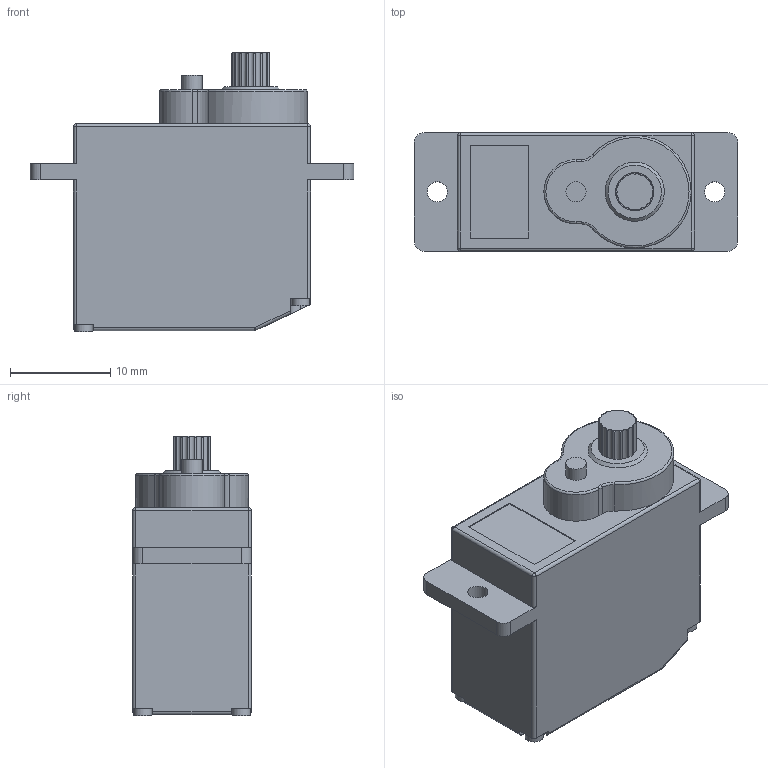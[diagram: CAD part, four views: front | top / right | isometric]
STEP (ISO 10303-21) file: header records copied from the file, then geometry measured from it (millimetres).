
FILE_DESCRIPTION(('FreeCAD Model'),'2;1');
FILE_NAME('Emax-es08A.step','2015-01-10T10:22:00',( 'FreeCAD'),('FreeCAD'),'Open CASCADE STEP processor 6.7','FreeCAD', 'Unknown');
FILE_SCHEMA(('AUTOMOTIVE_DESIGN_CC2 { 1 2 10303 214 -1 1 5 4 }'));
Length unit declared in the file: millimetre
Products named in the file (1): Emax-es08A-final
Bounding box: 32.2 x 11.8 x 27.8 mm (x, y, z)
Volume: 6223.1 mm3; surface area: 2916.7 mm2
Topology: 6 solids, 6 shells, 217 faces, 565 edges, 365 vertices
Faces by surface type: plane 104, cylinder 82, cone 21, sphere 6, torus 4
Full cylindrical faces by diameter (mm): 0.92 x4, 1 x4, 1.8 x4, 2 x3, 3.8 x1, 5.3 x1
Entity records: 15752 total; most frequent: CARTESIAN_POINT 3240, DIRECTION 2034, LINE 1118, VECTOR 1118, ORIENTED_EDGE 1102, PCURVE 1102, DEFINITIONAL_REPRESENTATION 1102, EDGE_CURVE 551
